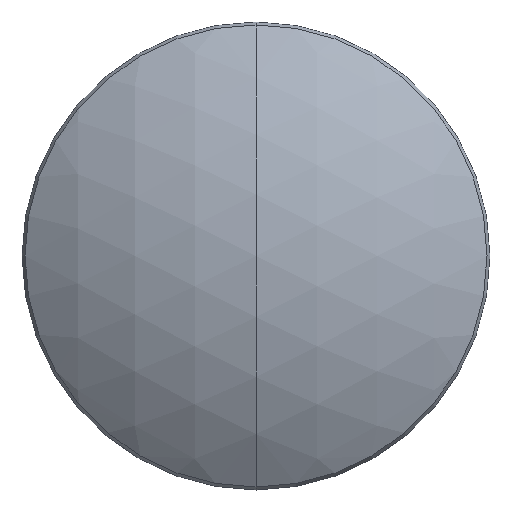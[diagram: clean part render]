
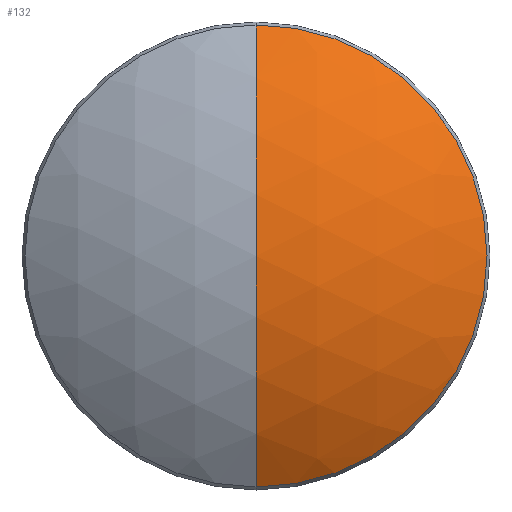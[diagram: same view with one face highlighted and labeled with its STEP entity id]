
A CAD part, top view. The second image highlights one B-rep face of the part: STEP entity #132.
In plain terms, the highlighted spherical face has radius 21.69 mm.
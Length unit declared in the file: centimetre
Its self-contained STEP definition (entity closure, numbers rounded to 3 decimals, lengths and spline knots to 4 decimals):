
#1 = AXIS2_PLACEMENT_3D ( 'NONE', #252, #248, #154 ) ;
#20 = CARTESIAN_POINT ( 'NONE',  ( 0., 0., -1.864 ) ) ;
#23 = VERTEX_POINT ( 'NONE', #83 ) ;
#37 = EDGE_CURVE ( 'NONE', #246, #23, #290, .T. ) ;
#51 = EDGE_CURVE ( 'NONE', #199, #23, #153, .T. ) ;
#65 = DIRECTION ( 'NONE',  ( 1., 0., 0. ) ) ;
#74 = CARTESIAN_POINT ( 'NONE',  ( 0., 0., 0.305 ) ) ;
#77 = DIRECTION ( 'NONE',  ( 0., 1., 0. ) ) ;
#83 = CARTESIAN_POINT ( 'NONE',  ( 0., 1.2539, -0.0942 ) ) ;
#85 = FACE_OUTER_BOUND ( 'NONE', #203, .T. ) ;
#109 = ORIENTED_EDGE ( 'NONE', *, *, #188, .T. ) ;
#117 = DIRECTION ( 'NONE',  ( 1., 0., 0. ) ) ;
#125 = CARTESIAN_POINT ( 'NONE',  ( 0., 0., -0.0942 ) ) ;
#126 = AXIS2_PLACEMENT_3D ( 'NONE', #125, #170, #191 ) ;
#132 = ADVANCED_FACE ( 'NONE', ( #85 ), #138, .T. ) ;
#138 = SPHERICAL_SURFACE ( 'NONE', #222, 2.169 ) ;
#143 = CIRCLE ( 'NONE', #292, 2.169 ) ;
#151 = CARTESIAN_POINT ( 'NONE',  ( 0., -1.2539, -0.0942 ) ) ;
#153 = CIRCLE ( 'NONE', #126, 1.2539 ) ;
#154 = DIRECTION ( 'NONE',  ( 0., 0., 1. ) ) ;
#168 = ORIENTED_EDGE ( 'NONE', *, *, #51, .T. ) ;
#170 = DIRECTION ( 'NONE',  ( 0., 0., 1. ) ) ;
#188 = EDGE_CURVE ( 'NONE', #246, #199, #143, .T. ) ;
#191 = DIRECTION ( 'NONE',  ( 0., 1., 0. ) ) ;
#199 = VERTEX_POINT ( 'NONE', #151 ) ;
#200 = DIRECTION ( 'NONE',  ( 0., 1., 0. ) ) ;
#203 = EDGE_LOOP ( 'NONE', ( #300, #109, #168 ) ) ;
#216 = CARTESIAN_POINT ( 'NONE',  ( 0., 0., -1.864 ) ) ;
#222 = AXIS2_PLACEMENT_3D ( 'NONE', #216, #117, #77 ) ;
#246 = VERTEX_POINT ( 'NONE', #74 ) ;
#248 = DIRECTION ( 'NONE',  ( -1., 0., 0. ) ) ;
#252 = CARTESIAN_POINT ( 'NONE',  ( 0., 0., -1.864 ) ) ;
#290 = CIRCLE ( 'NONE', #1, 2.169 ) ;
#292 = AXIS2_PLACEMENT_3D ( 'NONE', #20, #65, #200 ) ;
#300 = ORIENTED_EDGE ( 'NONE', *, *, #37, .F. ) ;
